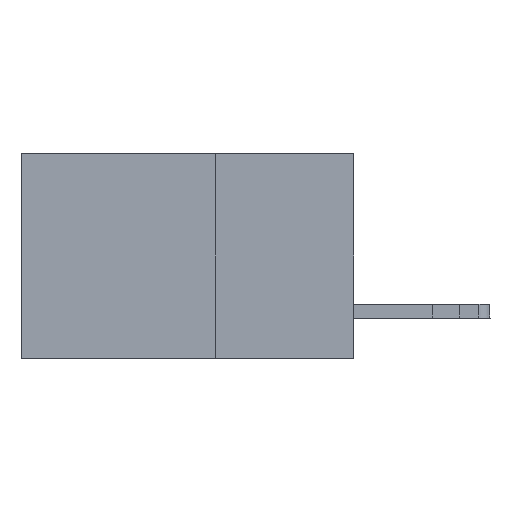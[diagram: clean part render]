
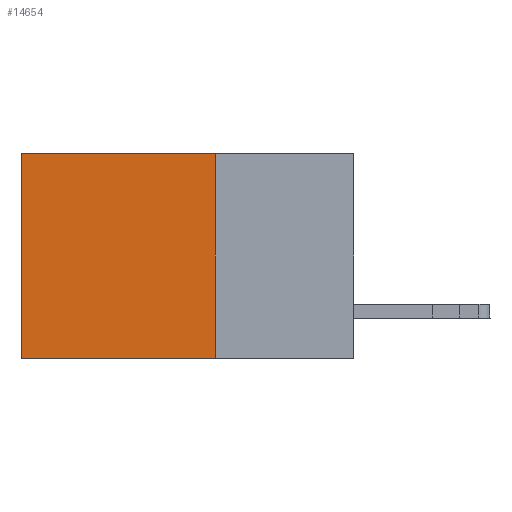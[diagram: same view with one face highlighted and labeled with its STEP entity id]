
A CAD part, left-side view. The second image highlights one B-rep face of the part: STEP entity #14654.
In plain terms, the highlighted planar face has unit normal (-1, 0, 0).
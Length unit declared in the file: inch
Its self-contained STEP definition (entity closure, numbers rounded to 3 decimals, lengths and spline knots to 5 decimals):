
#1644 = ORIENTED_EDGE ( 'NONE', *, *, #18660, .T. ) ;
#1877 = DIRECTION ( 'NONE',  ( 0., 0., -1. ) ) ;
#2437 = AXIS2_PLACEMENT_3D ( 'NONE', #18756, #16909, #1877 ) ;
#3900 = EDGE_CURVE ( 'NONE', #18399, #5534, #24577, .T. ) ;
#3980 = VERTEX_POINT ( 'NONE', #20904 ) ;
#4472 = DIRECTION ( 'NONE',  ( 0., 0., -1. ) ) ;
#5534 = VERTEX_POINT ( 'NONE', #12771 ) ;
#6307 = CARTESIAN_POINT ( 'NONE',  ( 0.2875, 0.25, 0. ) ) ;
#7466 = DIRECTION ( 'NONE',  ( 0., 1., 0. ) ) ;
#9777 = LINE ( 'NONE', #6307, #11290 ) ;
#10182 = LINE ( 'NONE', #22224, #20022 ) ;
#10257 = DIRECTION ( 'NONE',  ( 0., 1., 0. ) ) ;
#11290 = VECTOR ( 'NONE', #10257, 39.37008 ) ;
#11467 = EDGE_CURVE ( 'NONE', #3980, #12900, #9777, .T. ) ;
#12502 = LINE ( 'NONE', #18001, #21150 ) ;
#12771 = CARTESIAN_POINT ( 'NONE',  ( 0.2875, 0.6, -0.37 ) ) ;
#12900 = VERTEX_POINT ( 'NONE', #19577 ) ;
#14654 = ADVANCED_FACE ( 'NONE', ( #18599 ), #24651, .F. ) ;
#16836 = VECTOR ( 'NONE', #7466, 39.37008 ) ;
#16909 = DIRECTION ( 'NONE',  ( 1., 0., 0. ) ) ;
#17027 = ORIENTED_EDGE ( 'NONE', *, *, #11467, .T. ) ;
#18001 = CARTESIAN_POINT ( 'NONE',  ( 0.2875, 0.6, 0. ) ) ;
#18032 = EDGE_LOOP ( 'NONE', ( #1644, #24559, #21928, #17027 ) ) ;
#18399 = VERTEX_POINT ( 'NONE', #19719 ) ;
#18599 = FACE_OUTER_BOUND ( 'NONE', #18032, .T. ) ;
#18660 = EDGE_CURVE ( 'NONE', #12900, #5534, #12502, .T. ) ;
#18756 = CARTESIAN_POINT ( 'NONE',  ( 0.2875, 0.25, 0. ) ) ;
#18913 = CARTESIAN_POINT ( 'NONE',  ( 0.2875, 0.25, -0.37 ) ) ;
#19577 = CARTESIAN_POINT ( 'NONE',  ( 0.2875, 0.6, 0. ) ) ;
#19719 = CARTESIAN_POINT ( 'NONE',  ( 0.2875, 0.25, -0.37 ) ) ;
#20022 = VECTOR ( 'NONE', #24222, 39.37008 ) ;
#20904 = CARTESIAN_POINT ( 'NONE',  ( 0.2875, 0.25, 0. ) ) ;
#21150 = VECTOR ( 'NONE', #4472, 39.37008 ) ;
#21928 = ORIENTED_EDGE ( 'NONE', *, *, #24034, .F. ) ;
#22224 = CARTESIAN_POINT ( 'NONE',  ( 0.2875, 0.25, 0. ) ) ;
#24034 = EDGE_CURVE ( 'NONE', #3980, #18399, #10182, .T. ) ;
#24222 = DIRECTION ( 'NONE',  ( 0., 0., -1. ) ) ;
#24559 = ORIENTED_EDGE ( 'NONE', *, *, #3900, .F. ) ;
#24577 = LINE ( 'NONE', #18913, #16836 ) ;
#24651 = PLANE ( 'NONE',  #2437 ) ;
